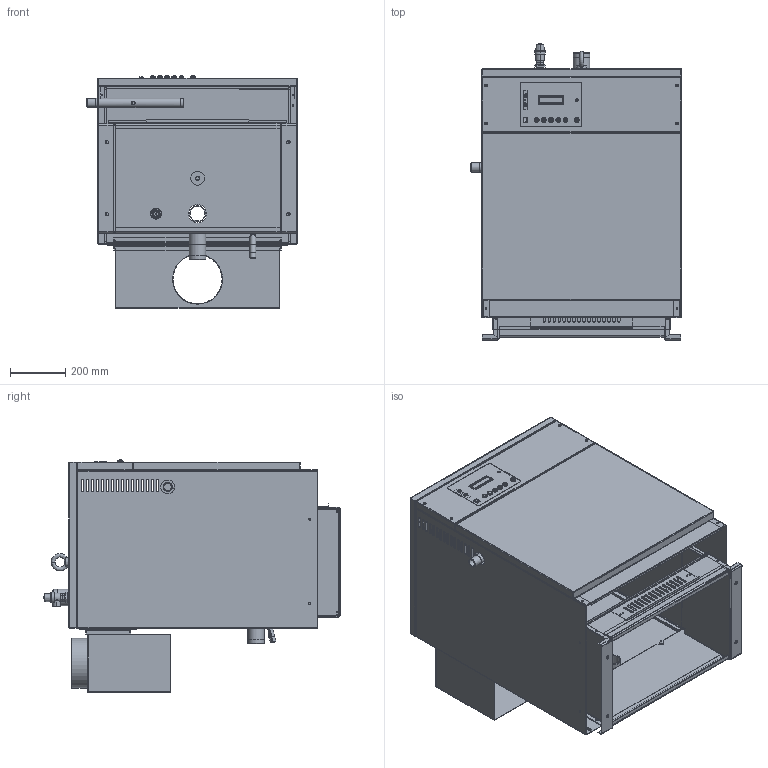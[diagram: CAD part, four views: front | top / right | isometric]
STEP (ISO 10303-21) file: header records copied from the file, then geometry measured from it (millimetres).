
FILE_DESCRIPTION(('STEP AP214'), '1');
FILE_NAME('Êîò¸ë', '', ('UNSPECIFIED'), ('UNSPECIFIED'), 'ASCON STEP Converter 1.3', 'ASCON Math Kernel', '');
FILE_SCHEMA(('AUTOMOTIVE_DESIGN { 1 0 10303 214 3 1 1}'));
Length unit declared in the file: millimetre
Products named in the file (59): 岏鎳07-50.01.00.00.00.02; 岏鎳07-50.01.00.00.00.02-04; 岏闔07-50.04.00.00.00.01; ÊÂà-50.04.010; 岈鳭-50.04.03.00.00.00; 岈僨09-50.04.00.00.00.02; 岏鎳-50.01.01.01.02.00; 岈鳭07-50.02.00.00.00.01; 岈鳭07-50.02.00.00.00.02; ﾊﾁﾂ-50.02.001
Assembly tree (72 placements, depth 5):
  (unnamed)
    (unnamed)
      (unnamed)
      (unnamed)
      (unnamed)  x2
      岏鎳07-50.01.00.00.00.02
      (unnamed)  x2
      (unnamed)
        (unnamed)
        (unnamed)
        (unnamed)
        (unnamed)
      (unnamed)
      岏鎳07-50.01.00.00.00.02-04
    (unnamed)
      岏闔07-50.04.00.00.00.01
      (unnamed)
      ÊÂà-50.04.010
      (unnamed)
        (unnamed)
          (unnamed)
          (unnamed)
          (unnamed)  x2
          (unnamed)  x2
          (unnamed)  x6
          (unnamed)
          (unnamed)
        (unnamed)
          (unnamed)
      岈鳭-50.04.03.00.00.00
      岈僨09-50.04.00.00.00.02
    (unnamed)
    (unnamed)
    (unnamed)
    (unnamed)
    (unnamed)
    (unnamed)
      (unnamed)
        (unnamed)
      (unnamed)
      (unnamed)
      (unnamed)  x4
      (unnamed)  x2
    (unnamed)
    (unnamed)
      岏鎳-50.01.01.01.02.00
        (unnamed)
        (unnamed)
        (unnamed)
        (unnamed)
      岈鳭07-50.02.00.00.00.01
      岈鳭07-50.02.00.00.00.02  x2
      ﾊﾁﾂ-50.02.001
    (unnamed)
      (unnamed)
        (unnamed)
        (unnamed)
    (unnamed)
    (unnamed)
Bounding box: 760 x 1070 x 840.5 mm (x, y, z)
Volume: 7374291.3 mm3; surface area: 8545999.9 mm2
Topology: 64 solids, 64 shells, 2585 faces, 6362 edges, 4041 vertices
Faces by surface type: plane 1764, cylinder 624, extrusion 103, cone 44, torus 28, bspline 16, sphere 6
Full cylindrical faces by diameter (mm): 1.5 x12, 2 x8, 2.6 x4, 3 x2, 3.2 x2, 3.5 x14, 3.7 x14, 4 x4, 5 x1, 6 x9, 6.5 x32, 6.7 x42, 7.9 x2, 8 x8, 8.5 x2, 9 x2, 9.1 x1, 9.5 x1, 10 x4, 11.5 x1, 11.806 x6, 12 x7, 12.5 x4, 13.16 x1, 13.5 x7, 13.84 x1, 16 x1, 17.561 x6, 19.141 x1, 20.95 x1
Entity records: 92043 total; most frequent: CARTESIAN_POINT 20165, DIRECTION 10174, ORIENTED_EDGE 10170, EDGE_CURVE 5085, VECTOR 3792, LINE 3689, VERTEX_POINT 3337, AXIS2_PLACEMENT_3D 3191
